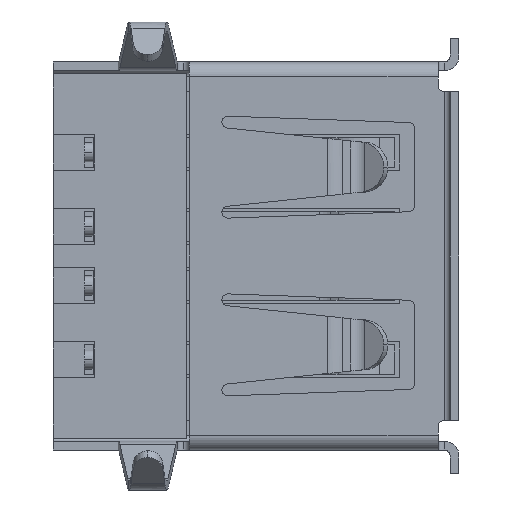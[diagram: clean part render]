
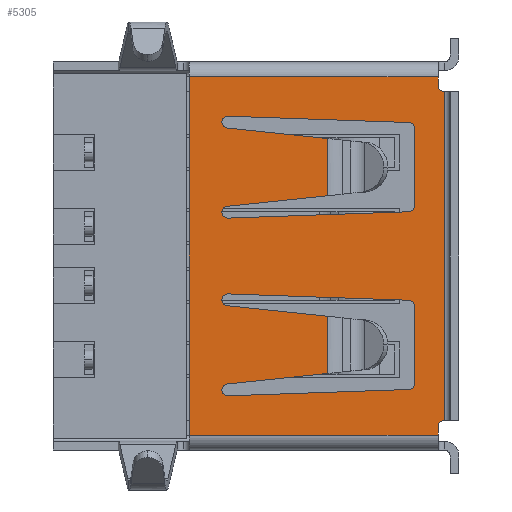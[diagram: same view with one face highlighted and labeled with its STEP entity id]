
A CAD part, front view. The second image highlights one B-rep face of the part: STEP entity #5305.
In plain terms, the highlighted planar face has unit normal (0, -1, 0).
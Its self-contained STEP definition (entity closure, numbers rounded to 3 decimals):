
#4519=CARTESIAN_POINT('',(13.0,0.6,-6.05));
#4520=VERTEX_POINT('',#4519);
#4528=CARTESIAN_POINT('',(4.6,0.6,-6.05));
#4529=VERTEX_POINT('',#4528);
#4530=CARTESIAN_POINT('',(4.6,0.6,-6.05));
#4531=DIRECTION('',(1.0,-0.0,0.));
#4532=VECTOR('',#4531,8.4);
#4533=LINE('',#4530,#4532);
#4534=EDGE_CURVE('',#4529,#4520,#4533,.T.);
#5069=CARTESIAN_POINT('',(9.26,0.6,0.0));
#5070=DIRECTION('',(0.,1.0,0.0));
#5071=DIRECTION('',(1.0,0.,0.0));
#5072=AXIS2_PLACEMENT_3D('',#5069,#5070,#5071);
#5073=PLANE('',#5072);
#5074=CARTESIAN_POINT('',(5.879,0.6,4.321));
#5075=VERTEX_POINT('',#5074);
#5076=CARTESIAN_POINT('',(5.907,0.6,4.72));
#5077=VERTEX_POINT('',#5076);
#5078=CARTESIAN_POINT('',(5.9,0.6,4.52));
#5079=DIRECTION('',(0.,1.0,-0.0));
#5080=DIRECTION('',(1.0,0.,0.0));
#5081=AXIS2_PLACEMENT_3D('',#5078,#5079,#5080);
#5082=CIRCLE('',#5081,0.2);
#5083=EDGE_CURVE('',#5075,#5077,#5082,.T.);
#5084=ORIENTED_EDGE('',*,*,#5083,.T.);
#5085=CARTESIAN_POINT('',(12.007,0.6,4.507));
#5086=VERTEX_POINT('',#5085);
#5087=CARTESIAN_POINT('',(12.007,0.6,4.507));
#5088=DIRECTION('',(-0.999,0.0,0.035));
#5089=VECTOR('',#5088,6.104);
#5090=LINE('',#5087,#5089);
#5091=EDGE_CURVE('',#5086,#5077,#5090,.T.);
#5092=ORIENTED_EDGE('',*,*,#5091,.F.);
#5093=CARTESIAN_POINT('',(12.2,0.6,4.307));
#5094=VERTEX_POINT('',#5093);
#5095=CARTESIAN_POINT('',(12.0,0.6,4.307));
#5096=DIRECTION('',(-0.0,-1.0,-0.0));
#5097=DIRECTION('',(0.0,-0.0,1.0));
#5098=AXIS2_PLACEMENT_3D('',#5095,#5096,#5097);
#5099=CIRCLE('',#5098,0.2);
#5100=EDGE_CURVE('',#5094,#5086,#5099,.T.);
#5101=ORIENTED_EDGE('',*,*,#5100,.F.);
#5102=CARTESIAN_POINT('',(12.2,0.6,1.693));
#5103=VERTEX_POINT('',#5102);
#5104=CARTESIAN_POINT('',(12.2,0.6,1.693));
#5105=DIRECTION('',(0.0,0.0,1.0));
#5106=VECTOR('',#5105,2.614);
#5107=LINE('',#5104,#5106);
#5108=EDGE_CURVE('',#5103,#5094,#5107,.T.);
#5109=ORIENTED_EDGE('',*,*,#5108,.F.);
#5110=CARTESIAN_POINT('',(12.007,0.6,1.493));
#5111=VERTEX_POINT('',#5110);
#5112=CARTESIAN_POINT('',(12.0,0.6,1.693));
#5113=DIRECTION('',(-0.0,-1.0,-0.0));
#5114=DIRECTION('',(0.0,-0.0,1.0));
#5115=AXIS2_PLACEMENT_3D('',#5112,#5113,#5114);
#5116=CIRCLE('',#5115,0.2);
#5117=EDGE_CURVE('',#5111,#5103,#5116,.T.);
#5118=ORIENTED_EDGE('',*,*,#5117,.F.);
#5119=CARTESIAN_POINT('',(5.907,0.6,1.28));
#5120=VERTEX_POINT('',#5119);
#5121=CARTESIAN_POINT('',(5.907,0.6,1.28));
#5122=DIRECTION('',(0.999,0.0,0.035));
#5123=VECTOR('',#5122,6.104);
#5124=LINE('',#5121,#5123);
#5125=EDGE_CURVE('',#5120,#5111,#5124,.T.);
#5126=ORIENTED_EDGE('',*,*,#5125,.F.);
#5127=CARTESIAN_POINT('',(5.879,0.6,1.679));
#5128=VERTEX_POINT('',#5127);
#5129=CARTESIAN_POINT('',(5.9,0.6,1.48));
#5130=DIRECTION('',(0.,1.0,-0.0));
#5131=DIRECTION('',(1.0,0.,0.0));
#5132=AXIS2_PLACEMENT_3D('',#5129,#5130,#5131);
#5133=CIRCLE('',#5132,0.2);
#5134=EDGE_CURVE('',#5120,#5128,#5133,.T.);
#5135=ORIENTED_EDGE('',*,*,#5134,.T.);
#5136=CARTESIAN_POINT('',(9.26,0.6,2.034));
#5137=VERTEX_POINT('',#5136);
#5138=CARTESIAN_POINT('',(5.879,0.6,1.679));
#5139=DIRECTION('',(0.995,0.,0.105));
#5140=VECTOR('',#5139,3.399);
#5141=LINE('',#5138,#5140);
#5142=EDGE_CURVE('',#5128,#5137,#5141,.T.);
#5143=ORIENTED_EDGE('',*,*,#5142,.T.);
#5144=CARTESIAN_POINT('',(9.26,0.6,3.966));
#5145=VERTEX_POINT('',#5144);
#5146=CARTESIAN_POINT('',(9.26,0.6,2.034));
#5147=DIRECTION('',(0.0,0.0,1.0));
#5148=VECTOR('',#5147,1.931);
#5149=LINE('',#5146,#5148);
#5150=EDGE_CURVE('',#5137,#5145,#5149,.T.);
#5151=ORIENTED_EDGE('',*,*,#5150,.T.);
#5152=CARTESIAN_POINT('',(9.26,0.6,3.966));
#5153=DIRECTION('',(-0.995,0.,0.105));
#5154=VECTOR('',#5153,3.399);
#5155=LINE('',#5152,#5154);
#5156=EDGE_CURVE('',#5145,#5075,#5155,.T.);
#5157=ORIENTED_EDGE('',*,*,#5156,.T.);
#5158=EDGE_LOOP('',(#5084,#5092,#5101,#5109,#5118,#5126,#5135,#5143,#5151,#5157));
#5159=FACE_BOUND('',#5158,.T.);
#5160=CARTESIAN_POINT('',(5.907,0.6,-1.28));
#5161=VERTEX_POINT('',#5160);
#5162=CARTESIAN_POINT('',(5.879,0.6,-1.679));
#5163=VERTEX_POINT('',#5162);
#5164=CARTESIAN_POINT('',(5.9,0.6,-1.48));
#5165=DIRECTION('',(0.,-1.0,-0.0));
#5166=DIRECTION('',(1.0,0.,0.0));
#5167=AXIS2_PLACEMENT_3D('',#5164,#5165,#5166);
#5168=CIRCLE('',#5167,0.2);
#5169=EDGE_CURVE('',#5161,#5163,#5168,.T.);
#5170=ORIENTED_EDGE('',*,*,#5169,.F.);
#5171=CARTESIAN_POINT('',(12.007,0.6,-1.493));
#5172=VERTEX_POINT('',#5171);
#5173=CARTESIAN_POINT('',(12.007,0.6,-1.493));
#5174=DIRECTION('',(-0.999,0.0,0.035));
#5175=VECTOR('',#5174,6.104);
#5176=LINE('',#5173,#5175);
#5177=EDGE_CURVE('',#5172,#5161,#5176,.T.);
#5178=ORIENTED_EDGE('',*,*,#5177,.F.);
#5179=CARTESIAN_POINT('',(12.2,0.6,-1.693));
#5180=VERTEX_POINT('',#5179);
#5181=CARTESIAN_POINT('',(12.0,0.6,-1.693));
#5182=DIRECTION('',(-0.0,-1.0,-0.0));
#5183=DIRECTION('',(0.0,-0.0,1.0));
#5184=AXIS2_PLACEMENT_3D('',#5181,#5182,#5183);
#5185=CIRCLE('',#5184,0.2);
#5186=EDGE_CURVE('',#5180,#5172,#5185,.T.);
#5187=ORIENTED_EDGE('',*,*,#5186,.F.);
#5188=CARTESIAN_POINT('',(12.2,0.6,-4.307));
#5189=VERTEX_POINT('',#5188);
#5190=CARTESIAN_POINT('',(12.2,0.6,-4.307));
#5191=DIRECTION('',(0.,0.0,1.0));
#5192=VECTOR('',#5191,2.614);
#5193=LINE('',#5190,#5192);
#5194=EDGE_CURVE('',#5189,#5180,#5193,.T.);
#5195=ORIENTED_EDGE('',*,*,#5194,.F.);
#5196=CARTESIAN_POINT('',(12.007,0.6,-4.507));
#5197=VERTEX_POINT('',#5196);
#5198=CARTESIAN_POINT('',(12.0,0.6,-4.307));
#5199=DIRECTION('',(-0.0,-1.0,-0.0));
#5200=DIRECTION('',(0.0,-0.0,1.0));
#5201=AXIS2_PLACEMENT_3D('',#5198,#5199,#5200);
#5202=CIRCLE('',#5201,0.2);
#5203=EDGE_CURVE('',#5197,#5189,#5202,.T.);
#5204=ORIENTED_EDGE('',*,*,#5203,.F.);
#5205=CARTESIAN_POINT('',(5.907,0.6,-4.72));
#5206=VERTEX_POINT('',#5205);
#5207=CARTESIAN_POINT('',(5.907,0.6,-4.72));
#5208=DIRECTION('',(0.999,0.0,0.035));
#5209=VECTOR('',#5208,6.104);
#5210=LINE('',#5207,#5209);
#5211=EDGE_CURVE('',#5206,#5197,#5210,.T.);
#5212=ORIENTED_EDGE('',*,*,#5211,.F.);
#5213=CARTESIAN_POINT('',(5.879,0.6,-4.321));
#5214=VERTEX_POINT('',#5213);
#5215=CARTESIAN_POINT('',(5.9,0.6,-4.52));
#5216=DIRECTION('',(0.,-1.0,-0.0));
#5217=DIRECTION('',(1.0,0.,0.0));
#5218=AXIS2_PLACEMENT_3D('',#5215,#5216,#5217);
#5219=CIRCLE('',#5218,0.2);
#5220=EDGE_CURVE('',#5214,#5206,#5219,.T.);
#5221=ORIENTED_EDGE('',*,*,#5220,.F.);
#5222=CARTESIAN_POINT('',(9.26,0.6,-3.966));
#5223=VERTEX_POINT('',#5222);
#5224=CARTESIAN_POINT('',(9.26,0.6,-3.966));
#5225=DIRECTION('',(-0.995,0.,-0.105));
#5226=VECTOR('',#5225,3.399);
#5227=LINE('',#5224,#5226);
#5228=EDGE_CURVE('',#5223,#5214,#5227,.T.);
#5229=ORIENTED_EDGE('',*,*,#5228,.F.);
#5230=CARTESIAN_POINT('',(9.26,0.6,-2.034));
#5231=VERTEX_POINT('',#5230);
#5232=CARTESIAN_POINT('',(9.26,0.6,-2.034));
#5233=DIRECTION('',(0.0,0.0,-1.0));
#5234=VECTOR('',#5233,1.931);
#5235=LINE('',#5232,#5234);
#5236=EDGE_CURVE('',#5231,#5223,#5235,.T.);
#5237=ORIENTED_EDGE('',*,*,#5236,.F.);
#5238=CARTESIAN_POINT('',(5.879,0.6,-1.679));
#5239=DIRECTION('',(0.995,0.,-0.105));
#5240=VECTOR('',#5239,3.399);
#5241=LINE('',#5238,#5240);
#5242=EDGE_CURVE('',#5163,#5231,#5241,.T.);
#5243=ORIENTED_EDGE('',*,*,#5242,.F.);
#5244=EDGE_LOOP('',(#5170,#5178,#5187,#5195,#5204,#5212,#5221,#5229,#5237,#5243));
#5245=FACE_BOUND('',#5244,.T.);
#5246=CARTESIAN_POINT('',(13.2,0.6,-5.55));
#5247=VERTEX_POINT('',#5246);
#5248=CARTESIAN_POINT('',(13.2,0.6,5.55));
#5249=VERTEX_POINT('',#5248);
#5250=CARTESIAN_POINT('',(13.2,0.6,-5.55));
#5251=DIRECTION('',(0.,-0.0,1.0));
#5252=VECTOR('',#5251,11.1);
#5253=LINE('',#5250,#5252);
#5254=EDGE_CURVE('',#5247,#5249,#5253,.T.);
#5255=ORIENTED_EDGE('',*,*,#5254,.T.);
#5256=CARTESIAN_POINT('',(13.0,0.6,5.75));
#5257=VERTEX_POINT('',#5256);
#5258=CARTESIAN_POINT('',(13.2,0.6,5.75));
#5259=DIRECTION('',(0.,1.0,0.0));
#5260=DIRECTION('',(-1.0,0.,0.0));
#5261=AXIS2_PLACEMENT_3D('',#5258,#5259,#5260);
#5262=CIRCLE('',#5261,0.2);
#5263=EDGE_CURVE('',#5249,#5257,#5262,.T.);
#5264=ORIENTED_EDGE('',*,*,#5263,.T.);
#5265=CARTESIAN_POINT('',(13.0,0.6,6.05));
#5266=VERTEX_POINT('',#5265);
#5267=CARTESIAN_POINT('',(13.0,0.6,5.75));
#5268=DIRECTION('',(0.,0.,1.0));
#5269=VECTOR('',#5268,0.3);
#5270=LINE('',#5267,#5269);
#5271=EDGE_CURVE('',#5257,#5266,#5270,.T.);
#5272=ORIENTED_EDGE('',*,*,#5271,.T.);
#5273=CARTESIAN_POINT('',(4.6,0.6,6.05));
#5274=VERTEX_POINT('',#5273);
#5275=CARTESIAN_POINT('',(13.0,0.6,6.05));
#5276=DIRECTION('',(-1.0,-0.0,0.0));
#5277=VECTOR('',#5276,8.4);
#5278=LINE('',#5275,#5277);
#5279=EDGE_CURVE('',#5266,#5274,#5278,.T.);
#5280=ORIENTED_EDGE('',*,*,#5279,.T.);
#5281=CARTESIAN_POINT('',(4.6,0.6,-6.05));
#5282=DIRECTION('',(0.,0.,1.0));
#5283=VECTOR('',#5282,12.1);
#5284=LINE('',#5281,#5283);
#5285=EDGE_CURVE('',#4529,#5274,#5284,.T.);
#5286=ORIENTED_EDGE('',*,*,#5285,.F.);
#5287=ORIENTED_EDGE('',*,*,#4534,.T.);
#5288=CARTESIAN_POINT('',(13.0,0.6,-5.75));
#5289=VERTEX_POINT('',#5288);
#5290=CARTESIAN_POINT('',(13.0,0.6,-5.75));
#5291=DIRECTION('',(0.,0.,-1.0));
#5292=VECTOR('',#5291,0.3);
#5293=LINE('',#5290,#5292);
#5294=EDGE_CURVE('',#5289,#4520,#5293,.T.);
#5295=ORIENTED_EDGE('',*,*,#5294,.F.);
#5296=CARTESIAN_POINT('',(13.2,0.6,-5.75));
#5297=DIRECTION('',(0.,1.0,0.0));
#5298=DIRECTION('',(-1.0,0.,0.0));
#5299=AXIS2_PLACEMENT_3D('',#5296,#5297,#5298);
#5300=CIRCLE('',#5299,0.2);
#5301=EDGE_CURVE('',#5289,#5247,#5300,.T.);
#5302=ORIENTED_EDGE('',*,*,#5301,.T.);
#5303=EDGE_LOOP('',(#5255,#5264,#5272,#5280,#5286,#5287,#5295,#5302));
#5304=FACE_BOUND('',#5303,.T.);
#5305=ADVANCED_FACE('',(#5159,#5245,#5304),#5073,.F.);
